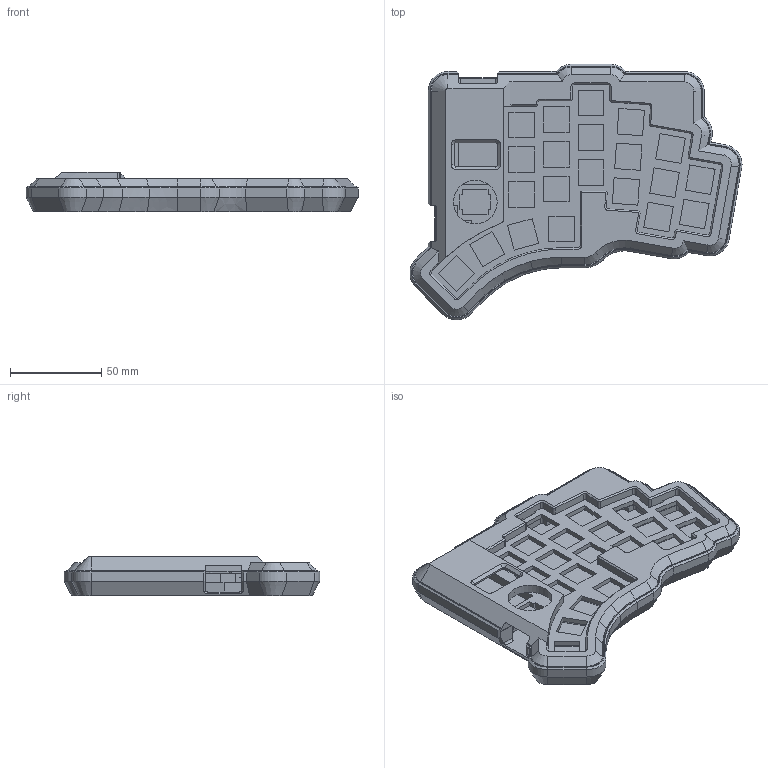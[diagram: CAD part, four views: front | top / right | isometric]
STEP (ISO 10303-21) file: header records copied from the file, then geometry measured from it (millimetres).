
FILE_DESCRIPTION(/* description */ (''),/* implementation_level */ '2;1');
FILE_NAME(/* name */ 'KLOR Case Designs.step',/* time_stamp */ '2025-09-23T19:34:56+07:00',/* author */ (''),/* organization */ (''),/* preprocessor_version */ 'ST-DEVELOPER v20.1',/* originating_system */ 'Autodesk Translation Framework v14.17.0.0',/* authorisation */ '');
FILE_SCHEMA (('AUTOMOTIVE_DESIGN { 1 0 10303 214 3 1 1 }'));
Length unit declared in the file: millimetre
Products named in the file (1): KLOR Case Designs
Bounding box: 181.99 x 140.07 x 21.6 mm (x, y, z)
Volume: 137188.4 mm3; surface area: 97660.7 mm2
Topology: 3 solids, 3 shells, 1048 faces, 2799 edges, 1791 vertices
Faces by surface type: plane 672, cylinder 232, bspline 81, cone 63
Full cylindrical faces by diameter (mm): 1.8 x18, 2.1 x1, 2.2 x1, 4 x2, 5 x20, 8.3 x5, 24 x1
Entity records: 35471 total; most frequent: CARTESIAN_POINT 9209, ORIENTED_EDGE 5600, DIRECTION 5121, EDGE_CURVE 2800, LINE 2081, VECTOR 2081, VERTEX_POINT 1793, AXIS2_PLACEMENT_3D 1520
